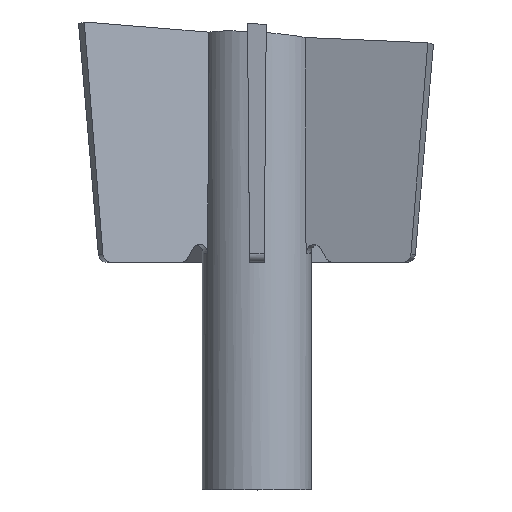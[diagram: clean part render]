
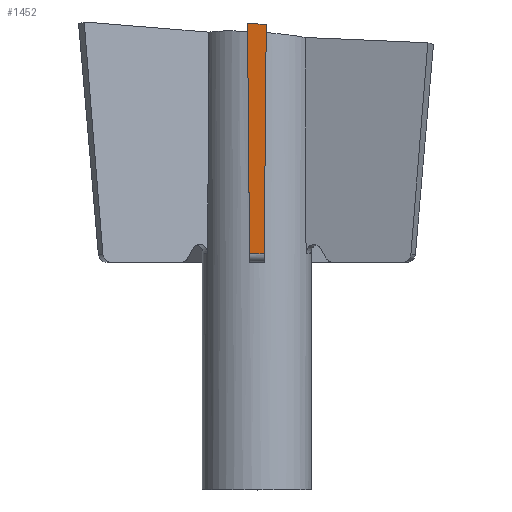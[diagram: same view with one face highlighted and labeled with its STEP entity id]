
A CAD part, top view. The second image highlights one B-rep face of the part: STEP entity #1452.
In plain terms, the highlighted planar face has unit normal (0, -0.087, 0.996).
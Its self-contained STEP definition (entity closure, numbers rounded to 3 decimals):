
#1452 = ADVANCED_FACE('',(#1453),#1467,.T.);
#1453 = FACE_BOUND('',#1454,.T.);
#1454 = EDGE_LOOP('',(#1455,#1478,#1494,#1510));
#1455 = ORIENTED_EDGE('',*,*,#1456,.T.);
#1456 = EDGE_CURVE('',#1457,#1459,#1461,.T.);
#1457 = VERTEX_POINT('',#1458);
#1458 = CARTESIAN_POINT('',(1756.421,-751.654,
    1481.16));
#1459 = VERTEX_POINT('',#1460);
#1460 = CARTESIAN_POINT('',(1756.531,-764.337,
    1480.05));
#1461 = SURFACE_CURVE('',#1462,(#1466),.PCURVE_S1.);
#1462 = LINE('',#1463,#1464);
#1463 = CARTESIAN_POINT('',(1756.533,-764.532,
    1480.033));
#1464 = VECTOR('',#1465,1.);
#1465 = DIRECTION('',(0.009,-0.996,
    -0.087));
#1466 = PCURVE('',#1467,#1472);
#1467 = PLANE('',#1468);
#1468 = AXIS2_PLACEMENT_3D('',#1469,#1470,#1471);
#1469 = CARTESIAN_POINT('',(1756.535,-764.532,
    1480.033));
#1470 = DIRECTION('',(0.,-0.087,0.996));
#1471 = DIRECTION('',(0.,-0.996,-0.087));
#1472 = DEFINITIONAL_REPRESENTATION('',(#1473),#1477);
#1473 = LINE('',#1474,#1475);
#1474 = CARTESIAN_POINT('',(0.,-0.002));
#1475 = VECTOR('',#1476,1.);
#1476 = DIRECTION('',(1.,0.009));
#1477 = ( GEOMETRIC_REPRESENTATION_CONTEXT(2) 
PARAMETRIC_REPRESENTATION_CONTEXT() REPRESENTATION_CONTEXT('2D SPACE',''
  ) );
#1478 = ORIENTED_EDGE('',*,*,#1479,.T.);
#1479 = EDGE_CURVE('',#1459,#1480,#1482,.T.);
#1480 = VERTEX_POINT('',#1481);
#1481 = CARTESIAN_POINT('',(1757.339,-764.337,
    1480.05));
#1482 = SURFACE_CURVE('',#1483,(#1487),.PCURVE_S1.);
#1483 = LINE('',#1484,#1485);
#1484 = CARTESIAN_POINT('',(1756.535,-764.337,
    1480.05));
#1485 = VECTOR('',#1486,1.);
#1486 = DIRECTION('',(1.,0.,0.));
#1487 = PCURVE('',#1467,#1488);
#1488 = DEFINITIONAL_REPRESENTATION('',(#1489),#1493);
#1489 = LINE('',#1490,#1491);
#1490 = CARTESIAN_POINT('',(-0.196,0.));
#1491 = VECTOR('',#1492,1.);
#1492 = DIRECTION('',(0.,1.));
#1493 = ( GEOMETRIC_REPRESENTATION_CONTEXT(2) 
PARAMETRIC_REPRESENTATION_CONTEXT() REPRESENTATION_CONTEXT('2D SPACE',''
  ) );
#1494 = ORIENTED_EDGE('',*,*,#1495,.F.);
#1495 = EDGE_CURVE('',#1496,#1480,#1498,.T.);
#1496 = VERTEX_POINT('',#1497);
#1497 = CARTESIAN_POINT('',(1757.449,-751.732,
    1481.153));
#1498 = SURFACE_CURVE('',#1499,(#1503),.PCURVE_S1.);
#1499 = LINE('',#1500,#1501);
#1500 = CARTESIAN_POINT('',(1757.338,-764.532,
    1480.033));
#1501 = VECTOR('',#1502,1.);
#1502 = DIRECTION('',(-0.009,-0.996,
    -0.087));
#1503 = PCURVE('',#1467,#1504);
#1504 = DEFINITIONAL_REPRESENTATION('',(#1505),#1509);
#1505 = LINE('',#1506,#1507);
#1506 = CARTESIAN_POINT('',(0.,0.802));
#1507 = VECTOR('',#1508,1.);
#1508 = DIRECTION('',(1.,-0.009));
#1509 = ( GEOMETRIC_REPRESENTATION_CONTEXT(2) 
PARAMETRIC_REPRESENTATION_CONTEXT() REPRESENTATION_CONTEXT('2D SPACE',''
  ) );
#1510 = ORIENTED_EDGE('',*,*,#1511,.T.);
#1511 = EDGE_CURVE('',#1496,#1457,#1512,.T.);
#1512 = SURFACE_CURVE('',#1513,(#1518),.PCURVE_S1.);
#1513 = B_SPLINE_CURVE_WITH_KNOTS('',3,(#1514,#1515,#1516,#1517),
  .UNSPECIFIED.,.F.,.F.,(4,4),(0.,1.),.PIECEWISE_BEZIER_KNOTS.);
#1514 = CARTESIAN_POINT('',(1757.449,-751.732,
    1481.153));
#1515 = CARTESIAN_POINT('',(1757.106,-751.706,
    1481.155));
#1516 = CARTESIAN_POINT('',(1756.763,-751.68,
    1481.158));
#1517 = CARTESIAN_POINT('',(1756.421,-751.654,
    1481.16));
#1518 = PCURVE('',#1467,#1519);
#1519 = DEFINITIONAL_REPRESENTATION('',(#1520),#1525);
#1520 = B_SPLINE_CURVE_WITH_KNOTS('',3,(#1521,#1522,#1523,#1524),
  .UNSPECIFIED.,.F.,.F.,(4,4),(0.,1.),.PIECEWISE_BEZIER_KNOTS.);
#1521 = CARTESIAN_POINT('',(-12.85,0.914));
#1522 = CARTESIAN_POINT('',(-12.875,0.571));
#1523 = CARTESIAN_POINT('',(-12.901,0.228));
#1524 = CARTESIAN_POINT('',(-12.927,-0.115));
#1525 = ( GEOMETRIC_REPRESENTATION_CONTEXT(2) 
PARAMETRIC_REPRESENTATION_CONTEXT() REPRESENTATION_CONTEXT('2D SPACE',''
  ) );
